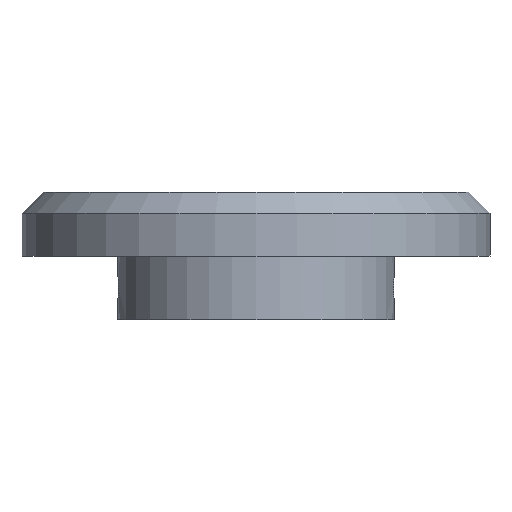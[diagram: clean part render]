
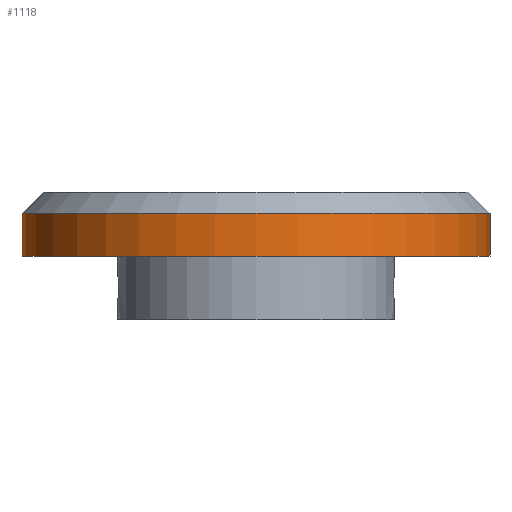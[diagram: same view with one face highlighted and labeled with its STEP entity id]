
A CAD part, front view. The second image highlights one B-rep face of the part: STEP entity #1118.
In plain terms, the highlighted cylindrical face has radius 22 mm (diameter 44 mm), a partial arc.
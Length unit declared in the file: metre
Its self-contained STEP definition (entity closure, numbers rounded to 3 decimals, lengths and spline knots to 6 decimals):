
#42=LINE('',#1849,#70);
#43=LINE('',#1854,#71);
#70=VECTOR('',#1397,1.);
#71=VECTOR('',#1400,1.);
#122=ORIENTED_EDGE('',*,*,#374,.T.);
#123=ORIENTED_EDGE('',*,*,#375,.T.);
#124=ORIENTED_EDGE('',*,*,#376,.F.);
#125=ORIENTED_EDGE('',*,*,#377,.T.);
#374=EDGE_CURVE('',#500,#501,#42,.T.);
#375=EDGE_CURVE('',#501,#502,#602,.F.);
#376=EDGE_CURVE('',#503,#502,#43,.T.);
#377=EDGE_CURVE('',#503,#500,#603,.T.);
#500=VERTEX_POINT('',#1850);
#501=VERTEX_POINT('',#1851);
#502=VERTEX_POINT('',#1853);
#503=VERTEX_POINT('',#1855);
#602=CIRCLE('',#1216,0.022);
#603=CIRCLE('',#1217,0.022);
#700=EDGE_LOOP('',(#122,#123,#124,#125));
#892=FACE_BOUND('',#700,.T.);
#1072=CYLINDRICAL_SURFACE('',#1215,0.022);
#1118=ADVANCED_FACE('',(#892),#1072,.T.);
#1215=AXIS2_PLACEMENT_3D('',#1848,#1395,#1396);
#1216=AXIS2_PLACEMENT_3D('',#1852,#1398,#1399);
#1217=AXIS2_PLACEMENT_3D('',#1856,#1401,#1402);
#1395=DIRECTION('',(0.,0.,-1.));
#1396=DIRECTION('',(-1.,0.,0.));
#1397=DIRECTION('',(0.,0.,1.));
#1398=DIRECTION('',(0.,0.,1.));
#1399=DIRECTION('',(1.,0.,0.));
#1400=DIRECTION('',(0.,0.,1.));
#1401=DIRECTION('',(0.,0.,1.));
#1402=DIRECTION('',(1.,0.,0.));
#1848=CARTESIAN_POINT('',(0.,0.,0.012));
#1849=CARTESIAN_POINT('',(0.022,0.,0.005998));
#1850=CARTESIAN_POINT('',(0.022,0.,0.006));
#1851=CARTESIAN_POINT('',(0.022,0.,0.01));
#1852=CARTESIAN_POINT('',(0.,0.,0.01));
#1853=CARTESIAN_POINT('',(-0.022,0.,0.01));
#1854=CARTESIAN_POINT('',(-0.022,0.,0.005998));
#1855=CARTESIAN_POINT('',(-0.022,0.,0.006));
#1856=CARTESIAN_POINT('',(0.,0.,0.006));
